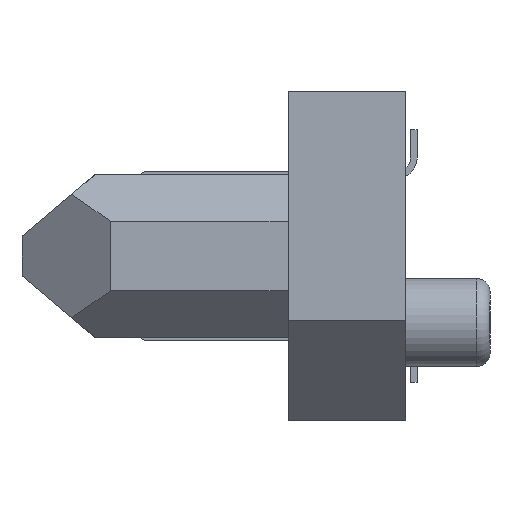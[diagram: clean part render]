
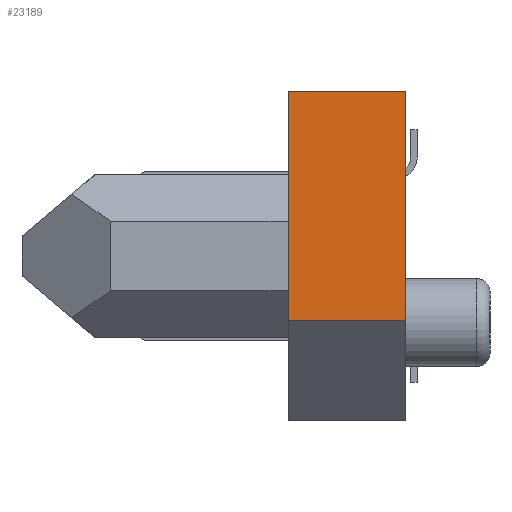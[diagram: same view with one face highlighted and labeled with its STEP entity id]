
A CAD part, left-side view. The second image highlights one B-rep face of the part: STEP entity #23189.
In plain terms, the highlighted planar face has unit normal (-1, 0, 0).
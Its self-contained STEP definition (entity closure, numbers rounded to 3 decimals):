
#1875=ORIENTED_EDGE('',*,*,#7464,.T.);
#1876=ORIENTED_EDGE('',*,*,#8150,.F.);
#1877=ORIENTED_EDGE('',*,*,#7813,.F.);
#1878=ORIENTED_EDGE('',*,*,#8491,.T.);
#7464=EDGE_CURVE('',#10939,#10938,#13251,.T.);
#7813=EDGE_CURVE('',#11287,#11288,#13595,.T.);
#8150=EDGE_CURVE('',#11288,#10938,#13932,.T.);
#8491=EDGE_CURVE('',#11287,#10939,#14189,.T.);
#10938=VERTEX_POINT('',#31890);
#10939=VERTEX_POINT('',#31892);
#11287=VERTEX_POINT('',#32589);
#11288=VERTEX_POINT('',#32591);
#13251=LINE('',#31891,#16462);
#13595=LINE('',#32590,#16806);
#13932=LINE('',#33180,#17143);
#14189=LINE('',#33837,#17400);
#16462=VECTOR('',#25719,1000.);
#16806=VECTOR('',#26075,1000.);
#17143=VECTOR('',#26580,1000.);
#17400=VECTOR('',#27245,1000.);
#19798=EDGE_LOOP('',(#1875,#1876,#1877,#1878));
#20975=FACE_BOUND('',#19798,.T.);
#22107=PLANE('',#24488);
#23189=ADVANCED_FACE('',(#20975),#22107,.F.);
#24488=AXIS2_PLACEMENT_3D('',#33838,#27246,#27247);
#25719=DIRECTION('',(0.,0.,1.));
#26075=DIRECTION('',(0.,0.,1.));
#26580=DIRECTION('',(0.,-1.,0.));
#27245=DIRECTION('',(0.,-1.,0.));
#27246=DIRECTION('',(1.,0.,0.));
#27247=DIRECTION('',(0.,0.,-1.));
#31890=CARTESIAN_POINT('',(-8.4,0.,2.475));
#31891=CARTESIAN_POINT('',(-8.4,0.,-0.975));
#31892=CARTESIAN_POINT('',(-8.4,0.,-0.975));
#32589=CARTESIAN_POINT('',(-8.4,1.765,-0.975));
#32590=CARTESIAN_POINT('',(-8.4,1.765,-0.975));
#32591=CARTESIAN_POINT('',(-8.4,1.765,2.475));
#33180=CARTESIAN_POINT('',(-8.4,1.765,2.475));
#33837=CARTESIAN_POINT('',(-8.4,1.765,-0.975));
#33838=CARTESIAN_POINT('',(-8.4,1.765,-0.975));
